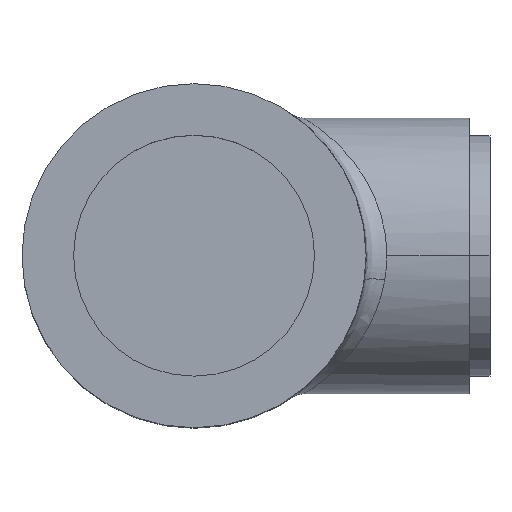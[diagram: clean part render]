
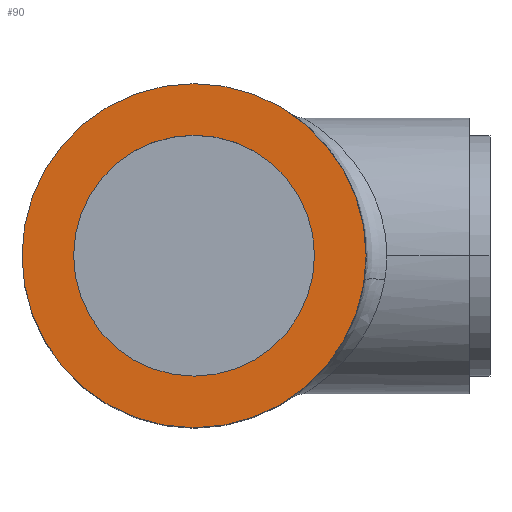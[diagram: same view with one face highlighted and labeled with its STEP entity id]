
A CAD part, top view. The second image highlights one B-rep face of the part: STEP entity #90.
In plain terms, the highlighted planar face has unit normal (0, 0, 1).
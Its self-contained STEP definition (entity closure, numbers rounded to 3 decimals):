
#43 = DIRECTION ( 'NONE',  ( 1., 0., 0. ) ) ;
#61 = AXIS2_PLACEMENT_3D ( 'NONE', #193, #1048, #466 ) ;
#85 = ORIENTED_EDGE ( 'NONE', *, *, #180, .F. ) ;
#90 = ADVANCED_FACE ( 'NONE', ( #395, #724 ), #310, .T. ) ;
#142 = DIRECTION ( 'NONE',  ( 0., 0., 1. ) ) ;
#162 = CARTESIAN_POINT ( 'NONE',  ( -25., 0., 25. ) ) ;
#176 = CARTESIAN_POINT ( 'NONE',  ( 25., 0., 25. ) ) ;
#180 = EDGE_CURVE ( 'NONE', #515, #519, #1186, .T. ) ;
#193 = CARTESIAN_POINT ( 'NONE',  ( 0., 0., 25. ) ) ;
#205 = ORIENTED_EDGE ( 'NONE', *, *, #805, .T. ) ;
#214 = ORIENTED_EDGE ( 'NONE', *, *, #255, .F. ) ;
#234 = AXIS2_PLACEMENT_3D ( 'NONE', #933, #947, #459 ) ;
#255 = EDGE_CURVE ( 'NONE', #519, #515, #562, .T. ) ;
#310 = PLANE ( 'NONE',  #61 ) ;
#395 = FACE_BOUND ( 'NONE', #828, .T. ) ;
#418 = AXIS2_PLACEMENT_3D ( 'NONE', #775, #142, #43 ) ;
#459 = DIRECTION ( 'NONE',  ( 1., 0., 0. ) ) ;
#466 = DIRECTION ( 'NONE',  ( 1., 0., 0. ) ) ;
#515 = VERTEX_POINT ( 'NONE', #960 ) ;
#519 = VERTEX_POINT ( 'NONE', #974 ) ;
#525 = CARTESIAN_POINT ( 'NONE',  ( 0., 0., 25. ) ) ;
#562 = CIRCLE ( 'NONE', #1188, 17.5 ) ;
#586 = DIRECTION ( 'NONE',  ( 0., 0., 1. ) ) ;
#618 = CIRCLE ( 'NONE', #418, 25. ) ;
#643 = VERTEX_POINT ( 'NONE', #176 ) ;
#724 = FACE_OUTER_BOUND ( 'NONE', #862, .T. ) ;
#726 = CIRCLE ( 'NONE', #234, 25. ) ;
#775 = CARTESIAN_POINT ( 'NONE',  ( 0., 0., 25. ) ) ;
#801 = DIRECTION ( 'NONE',  ( 0., 0., 1. ) ) ;
#805 = EDGE_CURVE ( 'NONE', #1108, #643, #618, .T. ) ;
#828 = EDGE_LOOP ( 'NONE', ( #214, #85 ) ) ;
#862 = EDGE_LOOP ( 'NONE', ( #205, #1175 ) ) ;
#933 = CARTESIAN_POINT ( 'NONE',  ( 0., 0., 25. ) ) ;
#947 = DIRECTION ( 'NONE',  ( 0., 0., 1. ) ) ;
#960 = CARTESIAN_POINT ( 'NONE',  ( -17.5, 0., 25. ) ) ;
#963 = DIRECTION ( 'NONE',  ( 1., 0., 0. ) ) ;
#974 = CARTESIAN_POINT ( 'NONE',  ( 17.5, 0., 25. ) ) ;
#977 = AXIS2_PLACEMENT_3D ( 'NONE', #1061, #586, #963 ) ;
#1024 = DIRECTION ( 'NONE',  ( 1., 0., 0. ) ) ;
#1048 = DIRECTION ( 'NONE',  ( 0., 0., 1. ) ) ;
#1061 = CARTESIAN_POINT ( 'NONE',  ( 0., 0., 25. ) ) ;
#1108 = VERTEX_POINT ( 'NONE', #162 ) ;
#1175 = ORIENTED_EDGE ( 'NONE', *, *, #1185, .T. ) ;
#1185 = EDGE_CURVE ( 'NONE', #643, #1108, #726, .T. ) ;
#1186 = CIRCLE ( 'NONE', #977, 17.5 ) ;
#1188 = AXIS2_PLACEMENT_3D ( 'NONE', #525, #801, #1024 ) ;
